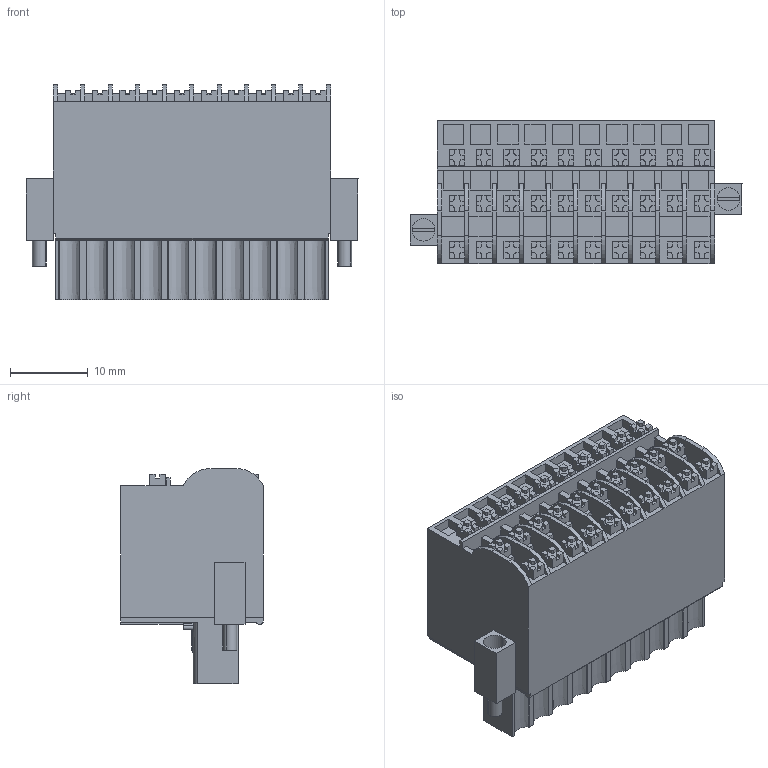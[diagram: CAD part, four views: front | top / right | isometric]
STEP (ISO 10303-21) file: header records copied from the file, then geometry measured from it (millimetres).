
FILE_DESCRIPTION(('CATIA V5R24 STEP','CAx-IF Rec.Pracs.--- Model Styling and Organization---1.2---2011-12-15'),'2;1');
FILE_NAME ('D1456005_0_1779910000_1779910000.stp','2017-08-15T11:48:21+00:00',('none'),('Weidmueller'),'CATIA Version 5-6 Release 2014 SP4 HF52','CATIA V5 STEP AP214','none');
FILE_SCHEMA(('AUTOMOTIVE_DESIGN { 1 0 10303 214 1 1 1 1 }'));
Length unit declared in the file: millimetre
Products named in the file (1): 1779910000
Bounding box: 42.65 x 18.37 x 27.63 mm (x, y, z)
Volume: 12914 mm3; surface area: 6264.4 mm2
Topology: 33 solids, 33 shells, 1224 faces, 3378 edges, 2244 vertices
Faces by surface type: plane 925, extrusion 150, cylinder 149
Entity records: 38683 total; most frequent: CARTESIAN_POINT 9384, ORIENTED_EDGE 6756, DIRECTION 4407, EDGE_CURVE 3378, VECTOR 2882, LINE 2732, VERTEX_POINT 2244, EDGE_LOOP 1252
